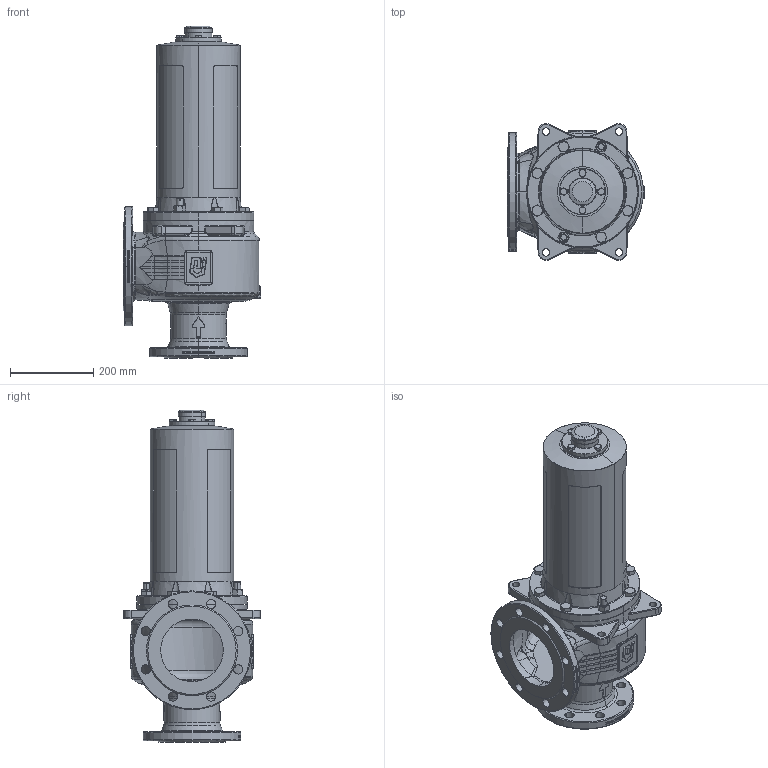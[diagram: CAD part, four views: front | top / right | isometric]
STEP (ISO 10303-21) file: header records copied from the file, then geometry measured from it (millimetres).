
FILE_DESCRIPTION(('HOOPS Exchange Step'),'2;1');
FILE_NAME('SF0400_DN100_DN100-150.stp','2025-06-26T08:47:32+02:00',('nieru'),('Unknown organisation'),'HOOPS Exchange 2024.2','HOOPS Exchange','Unknown authorisation');
FILE_SCHEMA( ('AP203_CONFIGURATION_CONTROLLED_3D_DESIGN_OF_MECHANICAL_PARTS_AND_ASSEMBLIES_MIM_LF') );
Length unit declared in the file: millimetre
Products named in the file (2): 0; root
Assembly tree (1 placements, depth 2):
  root
    0
Bounding box: 329 x 327.98 x 796.5 mm (x, y, z)
Volume: 6991195.7 mm3; surface area: 1520033.2 mm2
Topology: 19 solids, 19 shells, 2184 faces, 5431 edges, 3316 vertices
Faces by surface type: bspline 754, plane 540, cylinder 407, cone 238, torus 144, extrusion 100, sphere 1
Full cylindrical faces by diameter (mm): 63 x1, 65 x1
Entity records: 164337 total; most frequent: CARTESIAN_POINT 119734, ORIENTED_EDGE 10692, DIRECTION 6815, EDGE_CURVE 5346, VERTEX_POINT 3316, AXIS2_PLACEMENT_3D 2657, B_SPLINE_CURVE_WITH_KNOTS 2597, EDGE_LOOP 2392
